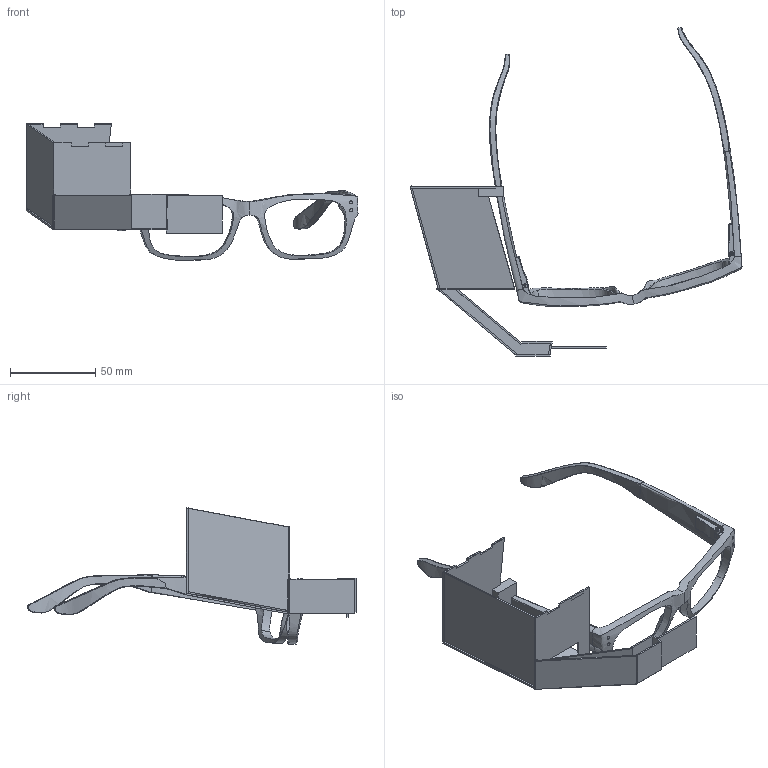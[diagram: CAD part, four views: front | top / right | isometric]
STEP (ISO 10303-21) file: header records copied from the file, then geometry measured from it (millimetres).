
FILE_DESCRIPTION(/* description */ (''),/* implementation_level */ '2;1');
FILE_NAME(/* name */ 'Basify_step v1.step',/* time_stamp */ '2023-02-22T18:17:33Z',/* author */ (''),/* organization */ (''),/* preprocessor_version */ 'ST-DEVELOPER v19.2',/* originating_system */ 'Autodesk Translation Framework v11.17.0.187',/* authorisation */ '');
FILE_SCHEMA (('AUTOMOTIVE_DESIGN { 1 0 10303 214 3 1 1 }'));
Length unit declared in the file: millimetre
Products named in the file (1): Basify_step
Bounding box: 194.45 x 192.54 x 79.88 mm (x, y, z)
Volume: 30214.1 mm3; surface area: 43761.5 mm2
Topology: 12 solids, 12 shells, 331 faces, 877 edges, 560 vertices
Faces by surface type: plane 182, bspline 116, cylinder 31, sphere 2
Full cylindrical faces by diameter (mm): 1.903 x8, 2 x6, 6 x1, 6.6 x1
Entity records: 31364 total; most frequent: CARTESIAN_POINT 23999, ORIENTED_EDGE 1740, DIRECTION 1119, EDGE_CURVE 870, VERTEX_POINT 559, LINE 483, VECTOR 483, EDGE_LOOP 356
